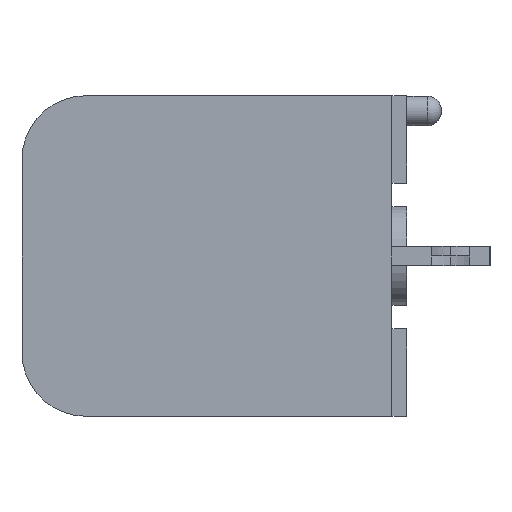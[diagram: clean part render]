
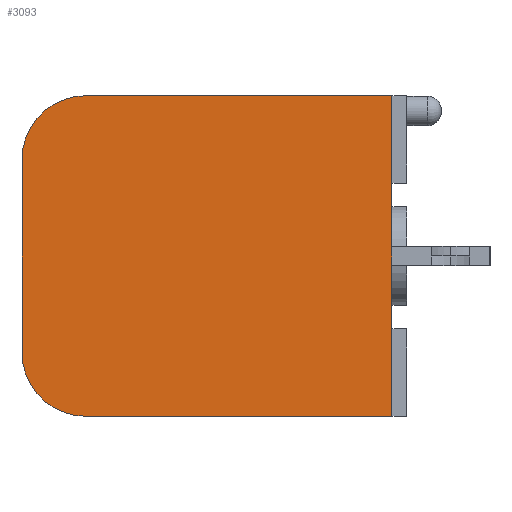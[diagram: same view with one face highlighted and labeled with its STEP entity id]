
A CAD part, left-side view. The second image highlights one B-rep face of the part: STEP entity #3093.
In plain terms, the highlighted planar face has unit normal (-1, 0, 0).
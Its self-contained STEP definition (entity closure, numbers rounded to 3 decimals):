
#101 = EDGE_CURVE ( 'NONE', #7209, #5221, #2480, .T. ) ;
#114 = EDGE_CURVE ( 'NONE', #7941, #5221, #7361, .T. ) ;
#476 = CARTESIAN_POINT ( 'NONE',  ( -29.16, 19.81, -4.955 ) ) ;
#492 = AXIS2_PLACEMENT_3D ( 'NONE', #7792, #3931, #1979 ) ;
#507 = CARTESIAN_POINT ( 'NONE',  ( -29.16, 3.36, 0. ) ) ;
#532 = EDGE_LOOP ( 'NONE', ( #6956, #2547, #5408, #1091, #4598, #2388 ) ) ;
#535 = CARTESIAN_POINT ( 'NONE',  ( -29.16, 16.51, -8.255 ) ) ;
#729 = VECTOR ( 'NONE', #6572, 1000. ) ;
#732 = EDGE_CURVE ( 'NONE', #1411, #7209, #6156, .T. ) ;
#752 = DIRECTION ( 'NONE',  ( 0., 0., 1. ) ) ;
#817 = CARTESIAN_POINT ( 'NONE',  ( -29.16, 0.76, 0. ) ) ;
#876 = VERTEX_POINT ( 'NONE', #7667 ) ;
#1091 = ORIENTED_EDGE ( 'NONE', *, *, #101, .T. ) ;
#1411 = VERTEX_POINT ( 'NONE', #535 ) ;
#1427 = AXIS2_PLACEMENT_3D ( 'NONE', #4156, #4094, #4789 ) ;
#1857 = CARTESIAN_POINT ( 'NONE',  ( -29.16, 16.51, 8.255 ) ) ;
#1900 = DIRECTION ( 'NONE',  ( 1., 0., 0. ) ) ;
#1979 = DIRECTION ( 'NONE',  ( 0., 0., -1. ) ) ;
#2094 = CARTESIAN_POINT ( 'NONE',  ( -29.16, 3.36, -8.255 ) ) ;
#2215 = VECTOR ( 'NONE', #5471, 1000. ) ;
#2388 = ORIENTED_EDGE ( 'NONE', *, *, #3257, .T. ) ;
#2480 = LINE ( 'NONE', #817, #729 ) ;
#2547 = ORIENTED_EDGE ( 'NONE', *, *, #8458, .T. ) ;
#3057 = CARTESIAN_POINT ( 'NONE',  ( -29.16, 0.76, -8.255 ) ) ;
#3093 = ADVANCED_FACE ( 'NONE', ( #3924 ), #6194, .F. ) ;
#3199 = VECTOR ( 'NONE', #752, 1000. ) ;
#3257 = EDGE_CURVE ( 'NONE', #7941, #876, #6441, .T. ) ;
#3298 = EDGE_CURVE ( 'NONE', #8449, #876, #5820, .T. ) ;
#3924 = FACE_OUTER_BOUND ( 'NONE', #532, .T. ) ;
#3931 = DIRECTION ( 'NONE',  ( -1., 0., 0. ) ) ;
#4094 = DIRECTION ( 'NONE',  ( -1., 0., 0. ) ) ;
#4100 = CARTESIAN_POINT ( 'NONE',  ( -29.16, 0.76, 8.255 ) ) ;
#4156 = CARTESIAN_POINT ( 'NONE',  ( -29.16, 16.51, 4.955 ) ) ;
#4598 = ORIENTED_EDGE ( 'NONE', *, *, #114, .F. ) ;
#4789 = DIRECTION ( 'NONE',  ( 0., 0., -1. ) ) ;
#4871 = AXIS2_PLACEMENT_3D ( 'NONE', #507, #1900, #7204 ) ;
#5221 = VERTEX_POINT ( 'NONE', #4100 ) ;
#5408 = ORIENTED_EDGE ( 'NONE', *, *, #732, .T. ) ;
#5471 = DIRECTION ( 'NONE',  ( 0., -1., 0. ) ) ;
#5820 = LINE ( 'NONE', #7449, #3199 ) ;
#5885 = CARTESIAN_POINT ( 'NONE',  ( -29.16, 3.36, 8.255 ) ) ;
#6156 = LINE ( 'NONE', #2094, #2215 ) ;
#6194 = PLANE ( 'NONE',  #4871 ) ;
#6441 = CIRCLE ( 'NONE', #1427, 3.3 ) ;
#6526 = VECTOR ( 'NONE', #7176, 1000. ) ;
#6572 = DIRECTION ( 'NONE',  ( 0., 0., 1. ) ) ;
#6956 = ORIENTED_EDGE ( 'NONE', *, *, #3298, .F. ) ;
#7176 = DIRECTION ( 'NONE',  ( 0., -1., 0. ) ) ;
#7204 = DIRECTION ( 'NONE',  ( 0., 0., -1. ) ) ;
#7209 = VERTEX_POINT ( 'NONE', #3057 ) ;
#7361 = LINE ( 'NONE', #5885, #6526 ) ;
#7449 = CARTESIAN_POINT ( 'NONE',  ( -29.16, 19.81, 0. ) ) ;
#7667 = CARTESIAN_POINT ( 'NONE',  ( -29.16, 19.81, 4.955 ) ) ;
#7792 = CARTESIAN_POINT ( 'NONE',  ( -29.16, 16.51, -4.955 ) ) ;
#7941 = VERTEX_POINT ( 'NONE', #1857 ) ;
#8240 = CIRCLE ( 'NONE', #492, 3.3 ) ;
#8449 = VERTEX_POINT ( 'NONE', #476 ) ;
#8458 = EDGE_CURVE ( 'NONE', #8449, #1411, #8240, .T. ) ;
